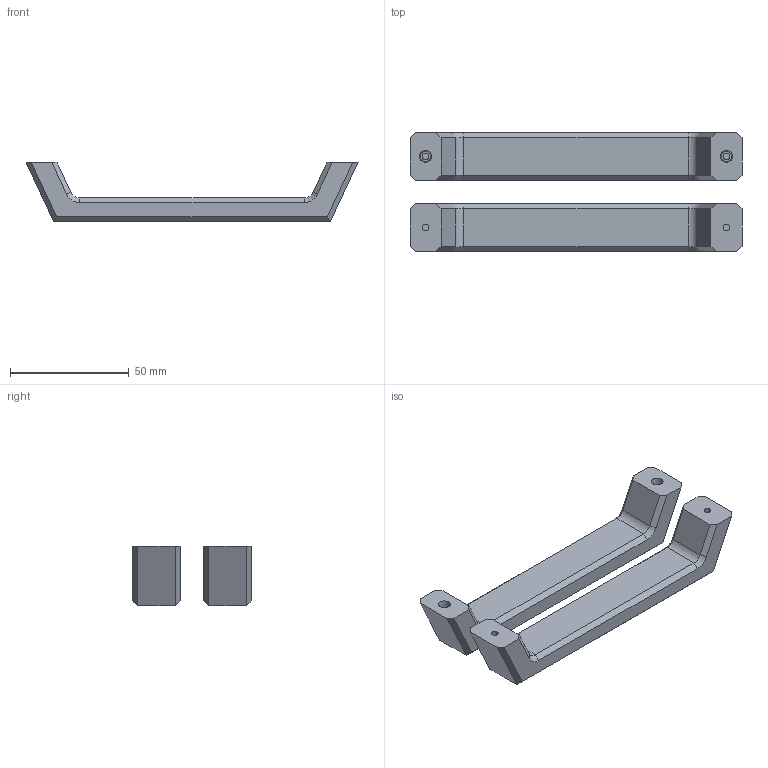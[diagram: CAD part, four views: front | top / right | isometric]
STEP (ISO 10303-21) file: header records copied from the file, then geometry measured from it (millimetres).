
FILE_DESCRIPTION(/* description */ (''),/* implementation_level */ '2;1');
FILE_NAME(/* name */ 'Carry Handle.step',/* time_stamp */ '2023-07-31T14:10:37-05:00',/* author */ (''),/* organization */ (''),/* preprocessor_version */ 'ST-DEVELOPER v20',/* originating_system */ 'Autodesk Translation Framework v12.9.0.99',/* authorisation */ '');
FILE_SCHEMA (('AUTOMOTIVE_DESIGN { 1 0 10303 214 3 1 1 }'));
Length unit declared in the file: millimetre
Products named in the file (3): Carry Handle; Carry Handle - Stock; Carry Handle - HSI
Assembly tree (2 placements, depth 2):
  Carry Handle
    Carry Handle - Stock
    Carry Handle - HSI
Bounding box: 140 x 50 x 25 mm (x, y, z)
Volume: 61679.2 mm3; surface area: 18387 mm2
Topology: 2 solids, 2 shells, 68 faces, 150 edges, 92 vertices
Faces by surface type: plane 50, cone 10, cylinder 8
Full cylindrical faces by diameter (mm): 2.85 x4
Entity records: 1915 total; most frequent: DIRECTION 324, CARTESIAN_POINT 315, ORIENTED_EDGE 300, EDGE_CURVE 150, LINE 122, VECTOR 122, AXIS2_PLACEMENT_3D 101, VERTEX_POINT 92
